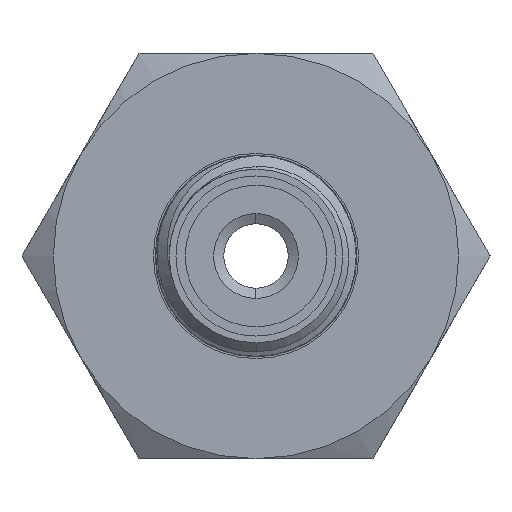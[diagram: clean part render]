
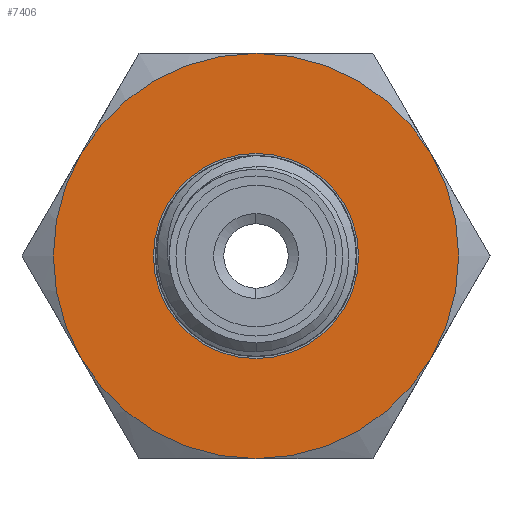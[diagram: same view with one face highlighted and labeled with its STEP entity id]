
A CAD part, left-side view. The second image highlights one B-rep face of the part: STEP entity #7406.
In plain terms, the highlighted planar face has unit normal (-1, 0, 0).
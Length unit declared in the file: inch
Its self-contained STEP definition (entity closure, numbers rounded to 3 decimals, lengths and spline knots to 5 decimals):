
#266 = AXIS2_PLACEMENT_3D ( 'NONE', #7594, #1116, #10091 ) ;
#990 = DIRECTION ( 'NONE',  ( 0., 0., 1. ) ) ;
#1100 = DIRECTION ( 'NONE',  ( -1., 0., 0. ) ) ;
#1116 = DIRECTION ( 'NONE',  ( -1., 0., 0. ) ) ;
#1157 = DIRECTION ( 'NONE',  ( -1., 0., 0. ) ) ;
#1247 = EDGE_CURVE ( 'NONE', #4710, #15836, #13004, .T. ) ;
#1558 = CARTESIAN_POINT ( 'NONE',  ( -0.389, -0.48714, 0.28125 ) ) ;
#2032 = ORIENTED_EDGE ( 'NONE', *, *, #13869, .F. ) ;
#2060 = CIRCLE ( 'NONE', #10387, 0.28475 ) ;
#2755 = AXIS2_PLACEMENT_3D ( 'NONE', #4110, #2858, #11853 ) ;
#2858 = DIRECTION ( 'NONE',  ( -1., 0., 0. ) ) ;
#2879 = AXIS2_PLACEMENT_3D ( 'NONE', #3843, #1157, #5023 ) ;
#2903 = DIRECTION ( 'NONE',  ( 1., 0., 0. ) ) ;
#3358 = VERTEX_POINT ( 'NONE', #8093 ) ;
#3374 = EDGE_LOOP ( 'NONE', ( #11539, #5051, #7953, #12809, #5267, #15973 ) ) ;
#3843 = CARTESIAN_POINT ( 'NONE',  ( -0.389, 0., 0. ) ) ;
#4090 = PLANE ( 'NONE',  #13440 ) ;
#4110 = CARTESIAN_POINT ( 'NONE',  ( -0.389, 0., 0. ) ) ;
#4156 = DIRECTION ( 'NONE',  ( -1., 0., 0. ) ) ;
#4253 = VERTEX_POINT ( 'NONE', #1558 ) ;
#4710 = VERTEX_POINT ( 'NONE', #15283 ) ;
#4884 = CARTESIAN_POINT ( 'NONE',  ( -0.389, 0., -0.28475 ) ) ;
#4966 = CARTESIAN_POINT ( 'NONE',  ( -0.389, 0., 0. ) ) ;
#5023 = DIRECTION ( 'NONE',  ( 0., 0., 1. ) ) ;
#5051 = ORIENTED_EDGE ( 'NONE', *, *, #13324, .T. ) ;
#5267 = ORIENTED_EDGE ( 'NONE', *, *, #6449, .T. ) ;
#5425 = DIRECTION ( 'NONE',  ( 0., 0., -1. ) ) ;
#5465 = DIRECTION ( 'NONE',  ( -1., 0., 0. ) ) ;
#5759 = DIRECTION ( 'NONE',  ( -1., 0., 0. ) ) ;
#6202 = CARTESIAN_POINT ( 'NONE',  ( -0.389, 0., -0.5625 ) ) ;
#6449 = EDGE_CURVE ( 'NONE', #3358, #4253, #10578, .T. ) ;
#6748 = CARTESIAN_POINT ( 'NONE',  ( -0.389, 0., 0. ) ) ;
#6874 = CIRCLE ( 'NONE', #12663, 0.5625 ) ;
#7406 = ADVANCED_FACE ( 'NONE', ( #16400, #11752 ), #4090, .F. ) ;
#7594 = CARTESIAN_POINT ( 'NONE',  ( -0.389, 0., 0. ) ) ;
#7801 = EDGE_CURVE ( 'NONE', #11409, #12544, #10493, .T. ) ;
#7815 = CARTESIAN_POINT ( 'NONE',  ( -0.389, 0., 0.28475 ) ) ;
#7953 = ORIENTED_EDGE ( 'NONE', *, *, #7801, .T. ) ;
#8093 = CARTESIAN_POINT ( 'NONE',  ( -0.389, -0.48714, -0.28125 ) ) ;
#8304 = CARTESIAN_POINT ( 'NONE',  ( -0.389, 0.48714, 0.28125 ) ) ;
#8576 = VERTEX_POINT ( 'NONE', #7815 ) ;
#9061 = CIRCLE ( 'NONE', #266, 0.5625 ) ;
#9286 = CARTESIAN_POINT ( 'NONE',  ( -0.389, 0.28475, 0. ) ) ;
#9681 = DIRECTION ( 'NONE',  ( 0., 0., 1. ) ) ;
#10091 = DIRECTION ( 'NONE',  ( 0., 0., 1. ) ) ;
#10387 = AXIS2_PLACEMENT_3D ( 'NONE', #4966, #1100, #990 ) ;
#10396 = EDGE_CURVE ( 'NONE', #12544, #3358, #16418, .T. ) ;
#10493 = CIRCLE ( 'NONE', #2755, 0.5625 ) ;
#10576 = DIRECTION ( 'NONE',  ( 0., 0., 1. ) ) ;
#10578 = CIRCLE ( 'NONE', #12877, 0.5625 ) ;
#10788 = DIRECTION ( 'NONE',  ( 0., 0., 1. ) ) ;
#10944 = EDGE_CURVE ( 'NONE', #8576, #15971, #11979, .T. ) ;
#11335 = CARTESIAN_POINT ( 'NONE',  ( -0.389, 0.48714, -0.28125 ) ) ;
#11409 = VERTEX_POINT ( 'NONE', #11335 ) ;
#11539 = ORIENTED_EDGE ( 'NONE', *, *, #1247, .T. ) ;
#11752 = FACE_OUTER_BOUND ( 'NONE', #3374, .T. ) ;
#11840 = CARTESIAN_POINT ( 'NONE',  ( -0.389, 0., 0. ) ) ;
#11853 = DIRECTION ( 'NONE',  ( 0., 0., 1. ) ) ;
#11979 = CIRCLE ( 'NONE', #13660, 0.28475 ) ;
#12544 = VERTEX_POINT ( 'NONE', #6202 ) ;
#12616 = EDGE_LOOP ( 'NONE', ( #15141, #2032 ) ) ;
#12663 = AXIS2_PLACEMENT_3D ( 'NONE', #11840, #4156, #13138 ) ;
#12809 = ORIENTED_EDGE ( 'NONE', *, *, #10396, .T. ) ;
#12877 = AXIS2_PLACEMENT_3D ( 'NONE', #14693, #5759, #9681 ) ;
#13004 = CIRCLE ( 'NONE', #2879, 0.5625 ) ;
#13138 = DIRECTION ( 'NONE',  ( 0., 0., 1. ) ) ;
#13243 = AXIS2_PLACEMENT_3D ( 'NONE', #6748, #5465, #10576 ) ;
#13320 = DIRECTION ( 'NONE',  ( -1., 0., 0. ) ) ;
#13324 = EDGE_CURVE ( 'NONE', #15836, #11409, #6874, .T. ) ;
#13440 = AXIS2_PLACEMENT_3D ( 'NONE', #9286, #2903, #5425 ) ;
#13620 = EDGE_CURVE ( 'NONE', #4253, #4710, #9061, .T. ) ;
#13660 = AXIS2_PLACEMENT_3D ( 'NONE', #15962, #13320, #10788 ) ;
#13869 = EDGE_CURVE ( 'NONE', #15971, #8576, #2060, .T. ) ;
#14693 = CARTESIAN_POINT ( 'NONE',  ( -0.389, 0., 0. ) ) ;
#15141 = ORIENTED_EDGE ( 'NONE', *, *, #10944, .F. ) ;
#15283 = CARTESIAN_POINT ( 'NONE',  ( -0.389, 0., 0.5625 ) ) ;
#15836 = VERTEX_POINT ( 'NONE', #8304 ) ;
#15962 = CARTESIAN_POINT ( 'NONE',  ( -0.389, 0., 0. ) ) ;
#15971 = VERTEX_POINT ( 'NONE', #4884 ) ;
#15973 = ORIENTED_EDGE ( 'NONE', *, *, #13620, .T. ) ;
#16400 = FACE_BOUND ( 'NONE', #12616, .T. ) ;
#16418 = CIRCLE ( 'NONE', #13243, 0.5625 ) ;
